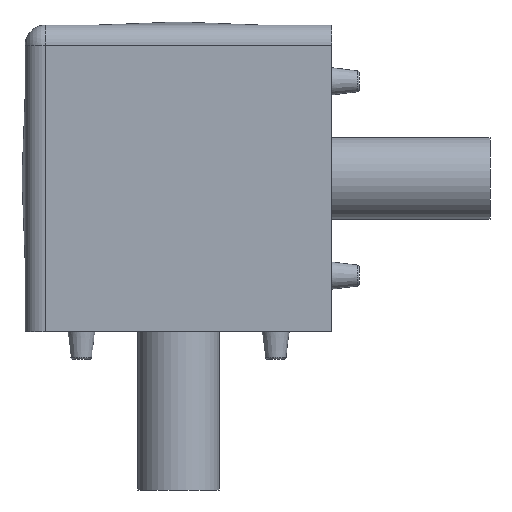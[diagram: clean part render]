
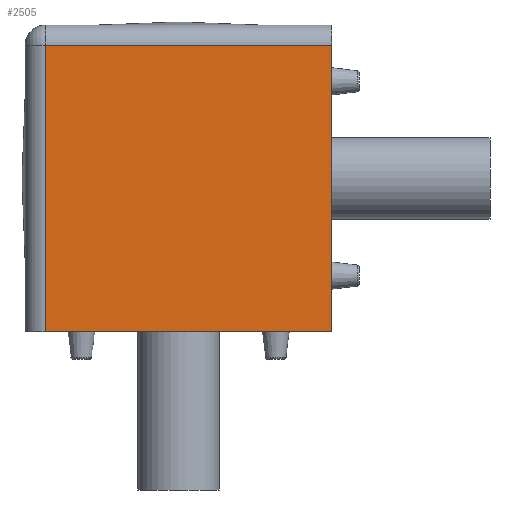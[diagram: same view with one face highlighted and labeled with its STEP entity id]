
A CAD part, left-side view. The second image highlights one B-rep face of the part: STEP entity #2505.
In plain terms, the highlighted planar face has unit normal (-1, 0, 0).
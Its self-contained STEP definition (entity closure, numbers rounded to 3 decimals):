
#123=PLANE('',#2758);
#301=LINE('',#4380,#483);
#302=LINE('',#4383,#484);
#303=LINE('',#4385,#485);
#304=LINE('',#4387,#486);
#483=VECTOR('',#3343,1000.);
#484=VECTOR('',#3344,1000.);
#485=VECTOR('',#3345,1000.);
#486=VECTOR('',#3346,1000.);
#1138=ORIENTED_EDGE('',*,*,#1555,.F.);
#1139=ORIENTED_EDGE('',*,*,#1556,.T.);
#1140=ORIENTED_EDGE('',*,*,#1557,.T.);
#1141=ORIENTED_EDGE('',*,*,#1558,.T.);
#1555=EDGE_CURVE('',#1810,#1811,#301,.T.);
#1556=EDGE_CURVE('',#1810,#1812,#302,.F.);
#1557=EDGE_CURVE('',#1812,#1813,#303,.T.);
#1558=EDGE_CURVE('',#1813,#1811,#304,.T.);
#1810=VERTEX_POINT('',#4381);
#1811=VERTEX_POINT('',#4382);
#1812=VERTEX_POINT('',#4384);
#1813=VERTEX_POINT('',#4386);
#2087=EDGE_LOOP('',(#1138,#1139,#1140,#1141));
#2295=FACE_BOUND('',#2087,.T.);
#2505=ADVANCED_FACE('',(#2295),#123,.F.);
#2758=AXIS2_PLACEMENT_3D('',#4379,#3341,#3342);
#3341=DIRECTION('',(1.,0.,0.));
#3342=DIRECTION('',(0.,0.,-1.));
#3343=DIRECTION('',(0.,0.,-1.));
#3344=DIRECTION('',(0.,-1.,0.));
#3345=DIRECTION('',(0.,0.,-1.));
#3346=DIRECTION('',(0.,-1.,0.));
#4379=CARTESIAN_POINT('',(-22.5,22.5,22.5));
#4380=CARTESIAN_POINT('',(-22.5,-22.5,22.5));
#4381=CARTESIAN_POINT('',(-22.5,-22.5,19.5));
#4382=CARTESIAN_POINT('',(-22.5,-22.5,-22.5));
#4383=CARTESIAN_POINT('',(-22.5,22.5,19.5));
#4384=CARTESIAN_POINT('',(-22.5,19.5,19.5));
#4385=CARTESIAN_POINT('',(-22.5,19.5,22.5));
#4386=CARTESIAN_POINT('',(-22.5,19.5,-22.5));
#4387=CARTESIAN_POINT('',(-22.5,22.5,-22.5));
